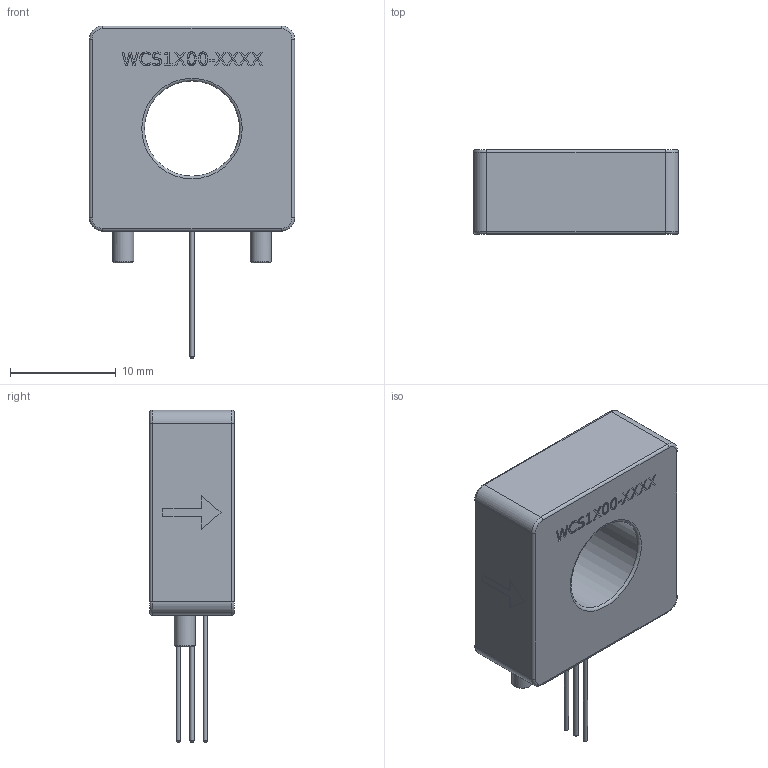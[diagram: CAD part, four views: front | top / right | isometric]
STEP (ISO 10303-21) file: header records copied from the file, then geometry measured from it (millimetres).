
FILE_DESCRIPTION(('FreeCAD Model'),'2;1');
FILE_NAME('Open CASCADE Shape Model','2024-03-02T12:53:19',(''),(''), 'Open CASCADE STEP processor 7.6','FreeCAD','Unknown');
FILE_SCHEMA(('AUTOMOTIVE_DESIGN { 1 0 10303 214 1 1 1 1 }'));
Length unit declared in the file: millimetre
Products named in the file (1): WCS_1800
Bounding box: 19.4 x 8 x 31.4 mm (x, y, z)
Volume: 2511.1 mm3; surface area: 1519.7 mm2
Topology: 1 solids, 1 shells, 586 faces, 1586 edges, 1051 vertices
Faces by surface type: plane 325, extrusion 228, cylinder 18, torus 10, cone 5
Full cylindrical faces by diameter (mm): 0.4 x3, 2 x2, 9 x1
Entity records: 44366 total; most frequent: CARTESIAN_POINT 12116, DIRECTION 4432, VECTOR 3586, LINE 3358, ORIENTED_EDGE 3172, PCURVE 3172, DEFINITIONAL_REPRESENTATION 3172, EDGE_CURVE 1586
